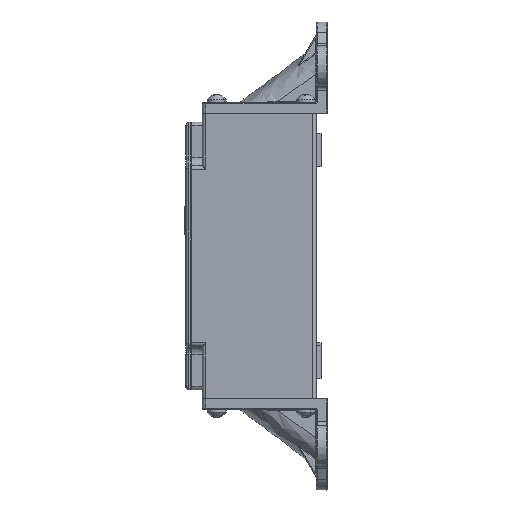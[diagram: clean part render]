
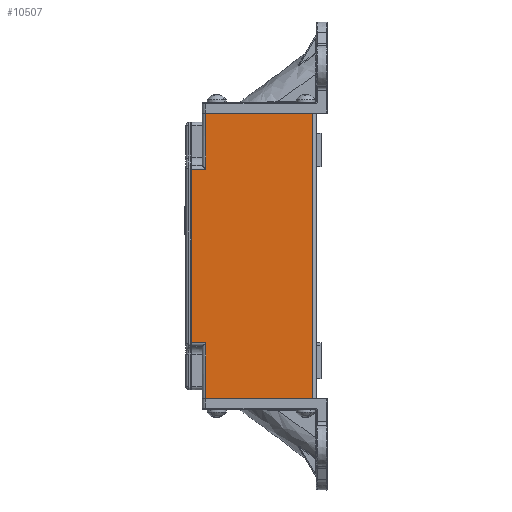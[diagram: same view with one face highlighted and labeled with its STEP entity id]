
A CAD part, left-side view. The second image highlights one B-rep face of the part: STEP entity #10507.
In plain terms, the highlighted planar face has unit normal (-1, 0.026, 0).
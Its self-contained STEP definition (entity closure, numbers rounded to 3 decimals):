
#484 = EDGE_LOOP ( 'NONE', ( #29403, #5451, #16840, #27350, #12900, #22213, #26357, #11577 ) ) ;
#612 = VECTOR ( 'NONE', #10066, 1000. ) ;
#678 = VECTOR ( 'NONE', #19426, 1000. ) ;
#1834 = CARTESIAN_POINT ( 'NONE',  ( -16.104, 32.326, -40. ) ) ;
#2635 = CARTESIAN_POINT ( 'NONE',  ( -15.989, 36.724, -24.293 ) ) ;
#5382 = EDGE_CURVE ( 'NONE', #19758, #19073, #13122, .T. ) ;
#5451 = ORIENTED_EDGE ( 'NONE', *, *, #16216, .T. ) ;
#5570 = CARTESIAN_POINT ( 'NONE',  ( -16.89, 2.326, -40. ) ) ;
#6019 = VERTEX_POINT ( 'NONE', #6622 ) ;
#6028 = VECTOR ( 'NONE', #21713, 1000. ) ;
#6195 = LINE ( 'NONE', #18499, #27914 ) ;
#6271 = LINE ( 'NONE', #22685, #18985 ) ;
#6504 = CARTESIAN_POINT ( 'NONE',  ( -16., 36.3, 40. ) ) ;
#6622 = CARTESIAN_POINT ( 'NONE',  ( -16.104, 32.326, 40. ) ) ;
#6946 = LINE ( 'NONE', #7660, #612 ) ;
#7660 = CARTESIAN_POINT ( 'NONE',  ( -16., 36.3, 0. ) ) ;
#7745 = DIRECTION ( 'NONE',  ( -0.026, -1., 0. ) ) ;
#7749 = LINE ( 'NONE', #26614, #678 ) ;
#8348 = DIRECTION ( 'NONE',  ( 0., 0., -1. ) ) ;
#9131 = EDGE_CURVE ( 'NONE', #6019, #9766, #6271, .T. ) ;
#9766 = VERTEX_POINT ( 'NONE', #30242 ) ;
#10066 = DIRECTION ( 'NONE',  ( 0., 0., 1. ) ) ;
#10507 = ADVANCED_FACE ( 'NONE', ( #25638 ), #14824, .T. ) ;
#11044 = EDGE_CURVE ( 'NONE', #22252, #6019, #12165, .T. ) ;
#11085 = VERTEX_POINT ( 'NONE', #1834 ) ;
#11577 = ORIENTED_EDGE ( 'NONE', *, *, #30214, .T. ) ;
#12165 = LINE ( 'NONE', #6504, #29706 ) ;
#12320 = CARTESIAN_POINT ( 'NONE',  ( -16.104, 32.326, -24.37 ) ) ;
#12461 = CARTESIAN_POINT ( 'NONE',  ( -16.89, 2.326, 40. ) ) ;
#12900 = ORIENTED_EDGE ( 'NONE', *, *, #17643, .T. ) ;
#13122 = LINE ( 'NONE', #2635, #6028 ) ;
#14521 = AXIS2_PLACEMENT_3D ( 'NONE', #29052, #22056, #7745 ) ;
#14824 = PLANE ( 'NONE',  #14521 ) ;
#16216 = EDGE_CURVE ( 'NONE', #25954, #22252, #19220, .T. ) ;
#16504 = VECTOR ( 'NONE', #23517, 1000. ) ;
#16555 = VERTEX_POINT ( 'NONE', #17200 ) ;
#16840 = ORIENTED_EDGE ( 'NONE', *, *, #11044, .T. ) ;
#17200 = CARTESIAN_POINT ( 'NONE',  ( -16., 36.3, 24.3 ) ) ;
#17643 = EDGE_CURVE ( 'NONE', #9766, #16555, #22868, .T. ) ;
#18170 = CARTESIAN_POINT ( 'NONE',  ( -15.989, 36.724, 24.293 ) ) ;
#18450 = VECTOR ( 'NONE', #26774, 1000. ) ;
#18499 = CARTESIAN_POINT ( 'NONE',  ( -16.104, 32.326, 0. ) ) ;
#18985 = VECTOR ( 'NONE', #8348, 1000. ) ;
#19073 = VERTEX_POINT ( 'NONE', #12320 ) ;
#19220 = LINE ( 'NONE', #12461, #18450 ) ;
#19426 = DIRECTION ( 'NONE',  ( 0.026, 1., 0. ) ) ;
#19758 = VERTEX_POINT ( 'NONE', #21155 ) ;
#20918 = DIRECTION ( 'NONE',  ( 0., 0., -1. ) ) ;
#21155 = CARTESIAN_POINT ( 'NONE',  ( -16., 36.3, -24.3 ) ) ;
#21713 = DIRECTION ( 'NONE',  ( -0.026, -1., -0.017 ) ) ;
#22056 = DIRECTION ( 'NONE',  ( -1., 0.026, 0. ) ) ;
#22213 = ORIENTED_EDGE ( 'NONE', *, *, #22425, .F. ) ;
#22252 = VERTEX_POINT ( 'NONE', #26158 ) ;
#22425 = EDGE_CURVE ( 'NONE', #19758, #16555, #6946, .T. ) ;
#22685 = CARTESIAN_POINT ( 'NONE',  ( -16.104, 32.326, 0. ) ) ;
#22868 = LINE ( 'NONE', #18170, #16504 ) ;
#23008 = DIRECTION ( 'NONE',  ( 0.026, 1., 0. ) ) ;
#23517 = DIRECTION ( 'NONE',  ( 0.026, 1., -0.017 ) ) ;
#25638 = FACE_OUTER_BOUND ( 'NONE', #484, .T. ) ;
#25954 = VERTEX_POINT ( 'NONE', #5570 ) ;
#26158 = CARTESIAN_POINT ( 'NONE',  ( -16.89, 2.326, 40. ) ) ;
#26357 = ORIENTED_EDGE ( 'NONE', *, *, #5382, .T. ) ;
#26614 = CARTESIAN_POINT ( 'NONE',  ( -19.171, -84.78, -40. ) ) ;
#26774 = DIRECTION ( 'NONE',  ( 0., 0., 1. ) ) ;
#27350 = ORIENTED_EDGE ( 'NONE', *, *, #9131, .T. ) ;
#27914 = VECTOR ( 'NONE', #20918, 1000. ) ;
#28248 = EDGE_CURVE ( 'NONE', #25954, #11085, #7749, .T. ) ;
#29052 = CARTESIAN_POINT ( 'NONE',  ( -16., 36.3, 0. ) ) ;
#29403 = ORIENTED_EDGE ( 'NONE', *, *, #28248, .F. ) ;
#29706 = VECTOR ( 'NONE', #23008, 1000. ) ;
#30214 = EDGE_CURVE ( 'NONE', #19073, #11085, #6195, .T. ) ;
#30242 = CARTESIAN_POINT ( 'NONE',  ( -16.104, 32.326, 24.37 ) ) ;
